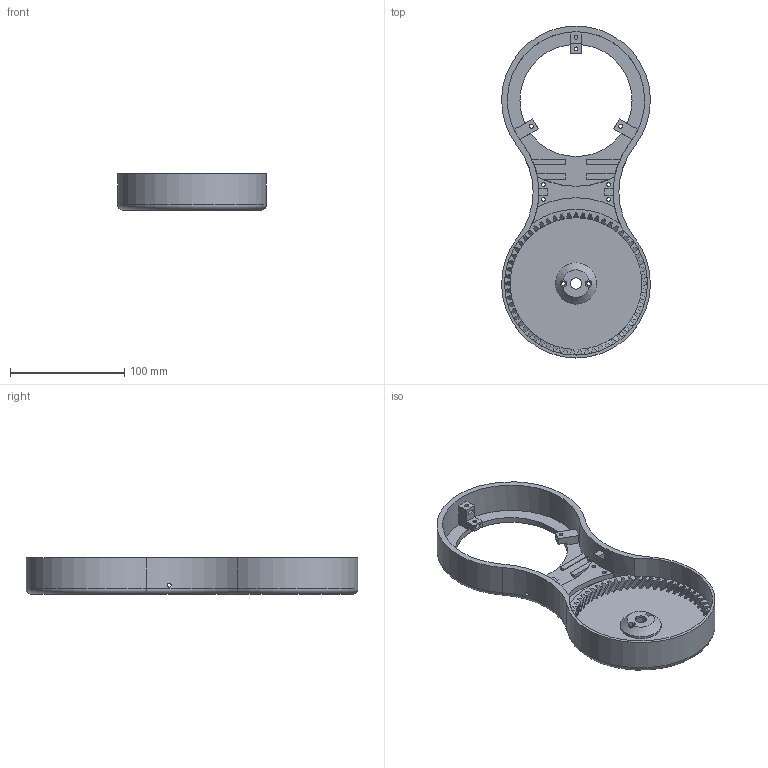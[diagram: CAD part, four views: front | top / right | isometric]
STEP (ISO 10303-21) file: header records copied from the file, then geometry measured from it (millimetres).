
FILE_DESCRIPTION(('FreeCAD Model'),'2;1');
FILE_NAME('Open CASCADE Shape Model','2021-07-31T13:58:36',('Author'),( ''),'Open CASCADE STEP processor 7.5','FreeCAD','Unknown');
FILE_SCHEMA(('AUTOMOTIVE_DESIGN { 1 0 10303 214 1 1 1 1 }'));
Length unit declared in the file: millimetre
Products named in the file (1): Art2BodyA
Bounding box: 129.96 x 290 x 32 mm (x, y, z)
Volume: 187623.6 mm3; surface area: 100118.8 mm2
Topology: 1 solids, 1 shells, 392 faces, 1125 edges, 748 vertices
Faces by surface type: bspline 240, plane 109, cylinder 38, torus 4, cone 1
Full cylindrical faces by diameter (mm): 3.4 x16, 5.9 x4, 8.4 x3, 10 x1, 16.4 x1, 36 x1, 98 x1
Entity records: 50362 total; most frequent: CARTESIAN_POINT 31251, DIRECTION 2307, ORIENTED_EDGE 2250, PCURVE 2250, DEFINITIONAL_REPRESENTATION 2250, LINE 1659, VECTOR 1659, B_SPLINE_CURVE_WITH_KNOTS 1465
